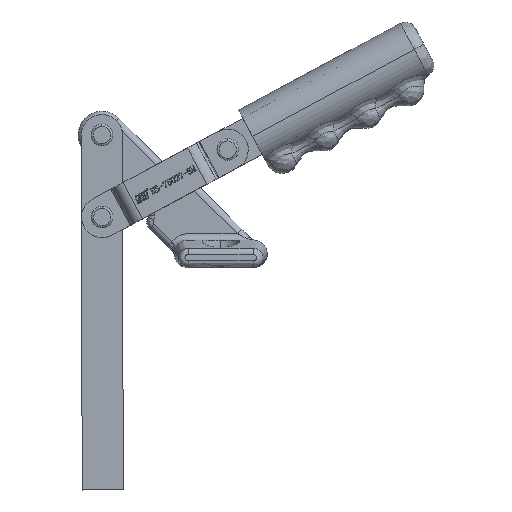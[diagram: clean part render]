
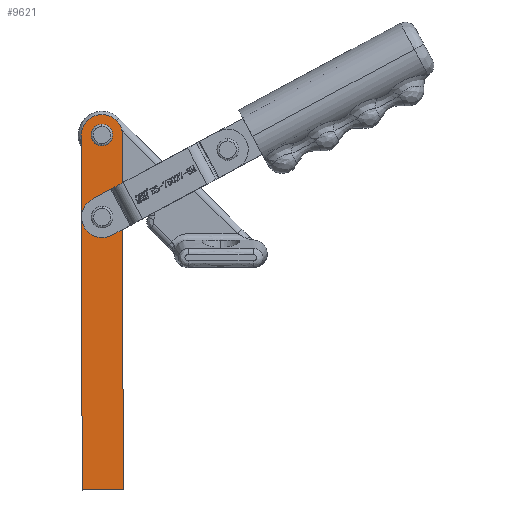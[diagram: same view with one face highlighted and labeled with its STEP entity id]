
A CAD part, top view. The second image highlights one B-rep face of the part: STEP entity #9621.
In plain terms, the highlighted planar face has unit normal (0, 0, 1).
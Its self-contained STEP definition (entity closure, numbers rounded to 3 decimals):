
#1062 = DIRECTION ( 'NONE',  ( -1., 0., 0. ) ) ;
#1064 = DIRECTION ( 'NONE',  ( 0., 0., -1. ) ) ;
#1066 = CARTESIAN_POINT ( 'NONE',  ( 82.1, 0., 9.5 ) ) ;
#1090 = DIRECTION ( 'NONE',  ( -1., 0., 0. ) ) ;
#1092 = DIRECTION ( 'NONE',  ( 0., 0., -1. ) ) ;
#1094 = CARTESIAN_POINT ( 'NONE',  ( 44.1, 0., 9.5 ) ) ;
#1220 = DIRECTION ( 'NONE',  ( 0., -1., 0. ) ) ;
#1254 = CARTESIAN_POINT ( 'NONE',  ( -82.1, 0., 9.5 ) ) ;
#1267 = CARTESIAN_POINT ( 'NONE',  ( 0., 9.5, 9.5 ) ) ;
#1270 = DIRECTION ( 'NONE',  ( -1., 0., 0. ) ) ;
#1714 = CARTESIAN_POINT ( 'NONE',  ( 0., -9.5, 9.5 ) ) ;
#1716 = DIRECTION ( 'NONE',  ( 1., 0., 0. ) ) ;
#2017 = VERTEX_POINT ( 'NONE', #5607 ) ;
#2027 = VERTEX_POINT ( 'NONE', #5600 ) ;
#2029 = VERTEX_POINT ( 'NONE', #5598 ) ;
#2035 = VERTEX_POINT ( 'NONE', #5592 ) ;
#2045 = VERTEX_POINT ( 'NONE', #5582 ) ;
#2098 = VERTEX_POINT ( 'NONE', #5529 ) ;
#2105 = VERTEX_POINT ( 'NONE', #5522 ) ;
#2154 = VERTEX_POINT ( 'NONE', #5472 ) ;
#2865 = DIRECTION ( 'NONE',  ( 1., 0., 0. ) ) ;
#2867 = PLANE ( 'NONE',  #32504 ) ;
#2868 = CARTESIAN_POINT ( 'NONE',  ( 0., 0., 9.5 ) ) ;
#2884 = DIRECTION ( 'NONE',  ( 0., 0., 1. ) ) ;
#5472 = CARTESIAN_POINT ( 'NONE',  ( 48.1, 0., 9.5 ) ) ;
#5522 = CARTESIAN_POINT ( 'NONE',  ( 40.1, 0., 9.5 ) ) ;
#5529 = CARTESIAN_POINT ( 'NONE',  ( 82.1, -9.5, 9.5 ) ) ;
#5582 = CARTESIAN_POINT ( 'NONE',  ( -82.1, -9.5, 9.5 ) ) ;
#5592 = CARTESIAN_POINT ( 'NONE',  ( -82.1, 9.5, 9.5 ) ) ;
#5598 = CARTESIAN_POINT ( 'NONE',  ( 82.1, 9.5, 9.5 ) ) ;
#5600 = CARTESIAN_POINT ( 'NONE',  ( 86.1, 0., 9.5 ) ) ;
#5607 = CARTESIAN_POINT ( 'NONE',  ( 78.1, 0., 9.5 ) ) ;
#6116 = ORIENTED_EDGE ( 'NONE', *, *, #17404, .T. ) ;
#6134 = ORIENTED_EDGE ( 'NONE', *, *, #17393, .T. ) ;
#8171 = FACE_BOUND ( 'NONE', #15662, .T. ) ;
#8172 = FACE_BOUND ( 'NONE', #15670, .T. ) ;
#8175 = FACE_OUTER_BOUND ( 'NONE', #15666, .T. ) ;
#9621 = ADVANCED_FACE ( 'NONE', ( #8175, #8172, #8171 ), #2867, .T. ) ;
#14265 = ORIENTED_EDGE ( 'NONE', *, *, #17385, .T. ) ;
#14267 = ORIENTED_EDGE ( 'NONE', *, *, #17477, .T. ) ;
#14269 = ORIENTED_EDGE ( 'NONE', *, *, #17318, .T. ) ;
#14271 = ORIENTED_EDGE ( 'NONE', *, *, #17357, .T. ) ;
#14273 = ORIENTED_EDGE ( 'NONE', *, *, #17352, .T. ) ;
#15522 = ORIENTED_EDGE ( 'NONE', *, *, #17441, .T. ) ;
#15662 = EDGE_LOOP ( 'NONE', ( #6134, #6116 ) ) ;
#15666 = EDGE_LOOP ( 'NONE', ( #14273, #14271, #14269, #14267 ) ) ;
#15670 = EDGE_LOOP ( 'NONE', ( #14265, #15522 ) ) ;
#16648 = VECTOR ( 'NONE', #1716, 1000. ) ;
#16662 = LINE ( 'NONE', #1267, #16664 ) ;
#16664 = VECTOR ( 'NONE', #1270, 1000. ) ;
#16665 = LINE ( 'NONE', #1254, #16666 ) ;
#16666 = VECTOR ( 'NONE', #1220, 1000. ) ;
#16671 = CIRCLE ( 'NONE', #30116, 4. ) ;
#16681 = CIRCLE ( 'NONE', #30118, 4. ) ;
#16695 = LINE ( 'NONE', #1714, #16648 ) ;
#16705 = CIRCLE ( 'NONE', #30120, 4. ) ;
#16754 = CIRCLE ( 'NONE', #30134, 9.5 ) ;
#16772 = CIRCLE ( 'NONE', #30128, 4. ) ;
#17318 = EDGE_CURVE ( 'NONE', #2045, #2098, #16695, .T. ) ;
#17352 = EDGE_CURVE ( 'NONE', #2029, #2035, #16662, .T. ) ;
#17357 = EDGE_CURVE ( 'NONE', #2035, #2045, #16665, .T. ) ;
#17385 = EDGE_CURVE ( 'NONE', #2105, #2154, #16671, .T. ) ;
#17393 = EDGE_CURVE ( 'NONE', #2017, #2027, #16681, .T. ) ;
#17404 = EDGE_CURVE ( 'NONE', #2027, #2017, #16705, .T. ) ;
#17441 = EDGE_CURVE ( 'NONE', #2154, #2105, #16772, .T. ) ;
#17477 = EDGE_CURVE ( 'NONE', #2098, #2029, #16754, .T. ) ;
#29227 = DIRECTION ( 'NONE',  ( -1., 0., 0. ) ) ;
#29228 = DIRECTION ( 'NONE',  ( 0., 0., 1. ) ) ;
#29229 = CARTESIAN_POINT ( 'NONE',  ( 82.1, 0., 9.5 ) ) ;
#29313 = DIRECTION ( 'NONE',  ( -1., 0., 0. ) ) ;
#29314 = DIRECTION ( 'NONE',  ( 0., 0., -1. ) ) ;
#29315 = CARTESIAN_POINT ( 'NONE',  ( 44.1, 0., 9.5 ) ) ;
#29355 = DIRECTION ( 'NONE',  ( -1., 0., 0. ) ) ;
#29356 = DIRECTION ( 'NONE',  ( 0., 0., -1. ) ) ;
#29357 = CARTESIAN_POINT ( 'NONE',  ( 82.1, 0., 9.5 ) ) ;
#30116 = AXIS2_PLACEMENT_3D ( 'NONE', #1094, #1092, #1090 ) ;
#30118 = AXIS2_PLACEMENT_3D ( 'NONE', #1066, #1064, #1062 ) ;
#30120 = AXIS2_PLACEMENT_3D ( 'NONE', #29357, #29356, #29355 ) ;
#30128 = AXIS2_PLACEMENT_3D ( 'NONE', #29315, #29314, #29313 ) ;
#30134 = AXIS2_PLACEMENT_3D ( 'NONE', #29229, #29228, #29227 ) ;
#32504 = AXIS2_PLACEMENT_3D ( 'NONE', #2868, #2884, #2865 ) ;
